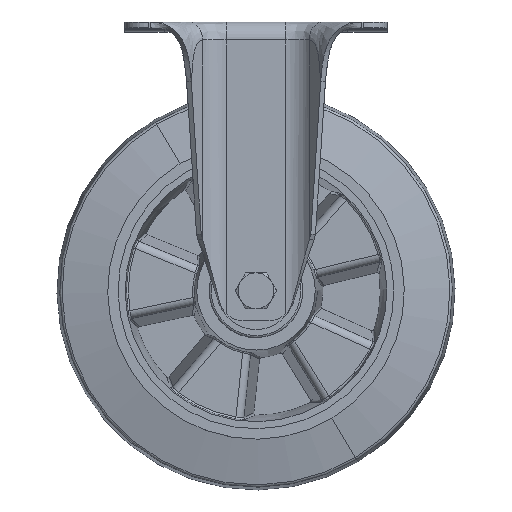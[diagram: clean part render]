
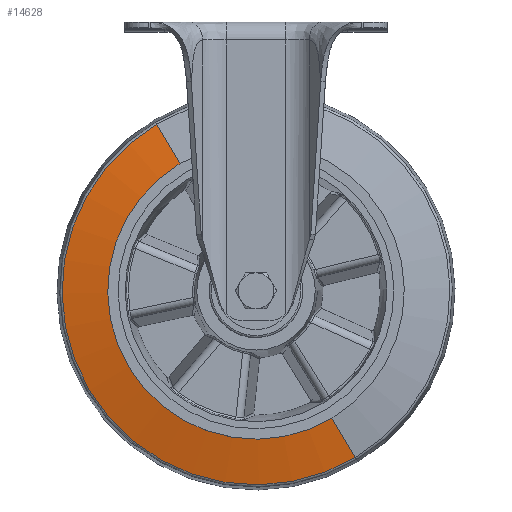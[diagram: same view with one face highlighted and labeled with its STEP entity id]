
A CAD part, top view. The second image highlights one B-rep face of the part: STEP entity #14628.
In plain terms, the highlighted conical face has half-angle 77.093 degrees and reference radius 98.5 mm.
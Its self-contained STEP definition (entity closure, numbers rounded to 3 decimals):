
#1615 = CARTESIAN_POINT ( 'NONE',  ( 0., -135., 16.5 ) ) ;
#4211 = ORIENTED_EDGE ( 'NONE', *, *, #13584, .F. ) ;
#5819 = CONICAL_SURFACE ( 'NONE', #7445, 98.5, 1.346 ) ;
#6103 = VERTEX_POINT ( 'NONE', #7362 ) ;
#7362 = CARTESIAN_POINT ( 'NONE',  ( -38.149, -71.008, 22. ) ) ;
#7445 = AXIS2_PLACEMENT_3D ( 'NONE', #1615, #14725, #10279 ) ;
#7843 = EDGE_LOOP ( 'NONE', ( #26902, #4211, #33424, #27807 ) ) ;
#9808 = CARTESIAN_POINT ( 'NONE',  ( 0., -135., 22. ) ) ;
#10063 = CARTESIAN_POINT ( 'NONE',  ( 0., -135., 16.743 ) ) ;
#10279 = DIRECTION ( 'NONE',  ( -0.512, 0.859, 0. ) ) ;
#11946 = DIRECTION ( 'NONE',  ( -0.499, 0.837, -0.223 ) ) ;
#12256 = VECTOR ( 'NONE', #11946, 1000. ) ;
#12456 = EDGE_CURVE ( 'NONE', #30304, #26559, #17085, .T. ) ;
#12928 = AXIS2_PLACEMENT_3D ( 'NONE', #10063, #30843, #18076 ) ;
#13476 = CIRCLE ( 'NONE', #17824, 74.5 ) ;
#13584 = EDGE_CURVE ( 'NONE', #6103, #30304, #13476, .T. ) ;
#14210 = VECTOR ( 'NONE', #17412, 1000. ) ;
#14628 = ADVANCED_FACE ( 'NONE', ( #24964 ), #5819, .T. ) ;
#14725 = DIRECTION ( 'NONE',  ( 0., 0., -1. ) ) ;
#15105 = DIRECTION ( 'NONE',  ( 0.512, -0.859, 0. ) ) ;
#15185 = CARTESIAN_POINT ( 'NONE',  ( -49.895, -51.304, 16.743 ) ) ;
#15469 = EDGE_CURVE ( 'NONE', #20583, #26559, #19453, .T. ) ;
#16746 = CARTESIAN_POINT ( 'NONE',  ( 50.438, -219.606, 16.5 ) ) ;
#17057 = LINE ( 'NONE', #27427, #12256 ) ;
#17085 = LINE ( 'NONE', #16746, #14210 ) ;
#17412 = DIRECTION ( 'NONE',  ( 0.499, -0.837, -0.223 ) ) ;
#17824 = AXIS2_PLACEMENT_3D ( 'NONE', #9808, #25494, #15105 ) ;
#18076 = DIRECTION ( 'NONE',  ( 0.512, -0.859, 0. ) ) ;
#19453 = CIRCLE ( 'NONE', #12928, 97.44 ) ;
#20536 = EDGE_CURVE ( 'NONE', #6103, #20583, #17057, .T. ) ;
#20583 = VERTEX_POINT ( 'NONE', #15185 ) ;
#24964 = FACE_OUTER_BOUND ( 'NONE', #7843, .T. ) ;
#25494 = DIRECTION ( 'NONE',  ( 0., 0., 1. ) ) ;
#26559 = VERTEX_POINT ( 'NONE', #28998 ) ;
#26902 = ORIENTED_EDGE ( 'NONE', *, *, #12456, .F. ) ;
#27427 = CARTESIAN_POINT ( 'NONE',  ( -50.438, -50.394, 16.5 ) ) ;
#27807 = ORIENTED_EDGE ( 'NONE', *, *, #15469, .T. ) ;
#28998 = CARTESIAN_POINT ( 'NONE',  ( 49.895, -218.696, 16.743 ) ) ;
#30304 = VERTEX_POINT ( 'NONE', #30497 ) ;
#30497 = CARTESIAN_POINT ( 'NONE',  ( 38.149, -198.992, 22. ) ) ;
#30843 = DIRECTION ( 'NONE',  ( 0., 0., 1. ) ) ;
#33424 = ORIENTED_EDGE ( 'NONE', *, *, #20536, .T. ) ;
